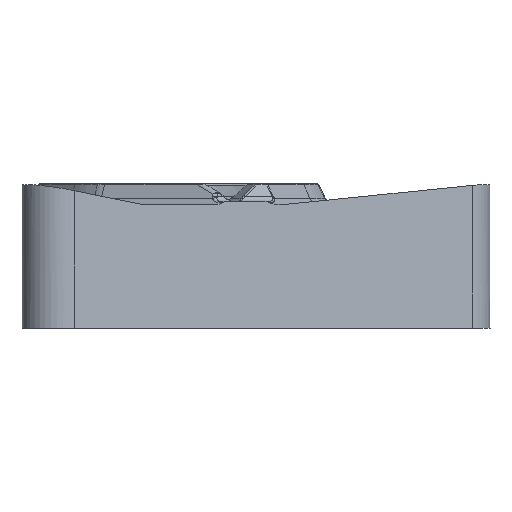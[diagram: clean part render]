
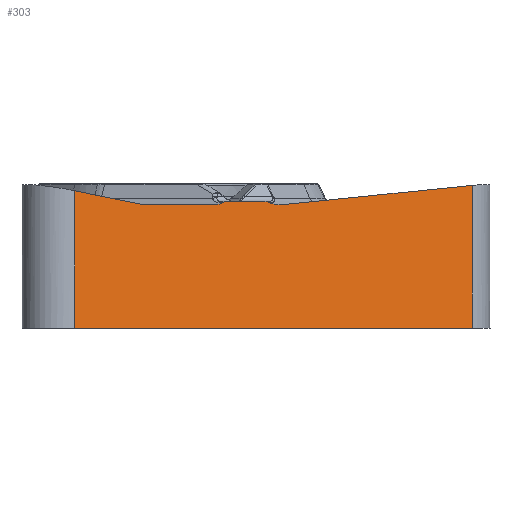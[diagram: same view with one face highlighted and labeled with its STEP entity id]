
A CAD part, front view. The second image highlights one B-rep face of the part: STEP entity #303.
In plain terms, the highlighted planar face has unit normal (0.5, -0.866, 0).
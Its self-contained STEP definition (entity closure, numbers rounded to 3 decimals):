
#303=ADVANCED_FACE('',(#526),#432,.F.);
#432=PLANE('',#3240);
#526=FACE_OUTER_BOUND('',#725,.T.);
#725=EDGE_LOOP('',(#1415,#1416,#1417,#1418,#1419,#1420,#1421,#1422,#1423,
#1424,#1425,#1426,#1427,#1428));
#898=CIRCLE('',#3239,0.32);
#992=ELLIPSE('',#3235,0.64,0.32);
#993=ELLIPSE('',#3236,0.3,0.15);
#994=ELLIPSE('',#3237,0.177,0.15);
#995=ELLIPSE('',#3238,0.377,0.32);
#1415=ORIENTED_EDGE('',*,*,#2424,.T.);
#1416=ORIENTED_EDGE('',*,*,#2425,.T.);
#1417=ORIENTED_EDGE('',*,*,#2426,.T.);
#1418=ORIENTED_EDGE('',*,*,#2427,.F.);
#1419=ORIENTED_EDGE('',*,*,#2428,.T.);
#1420=ORIENTED_EDGE('',*,*,#2429,.T.);
#1421=ORIENTED_EDGE('',*,*,#2430,.F.);
#1422=ORIENTED_EDGE('',*,*,#2431,.F.);
#1423=ORIENTED_EDGE('',*,*,#2267,.F.);
#1424=ORIENTED_EDGE('',*,*,#2432,.F.);
#1425=ORIENTED_EDGE('',*,*,#2433,.T.);
#1426=ORIENTED_EDGE('',*,*,#2434,.T.);
#1427=ORIENTED_EDGE('',*,*,#2435,.T.);
#1428=ORIENTED_EDGE('',*,*,#2436,.F.);
#1990=VERTEX_POINT('',#4594);
#1991=VERTEX_POINT('',#4596);
#2083=VERTEX_POINT('',#5674);
#2084=VERTEX_POINT('',#5675);
#2085=VERTEX_POINT('',#5677);
#2086=VERTEX_POINT('',#5679);
#2087=VERTEX_POINT('',#5681);
#2088=VERTEX_POINT('',#5683);
#2089=VERTEX_POINT('',#5685);
#2090=VERTEX_POINT('',#5693);
#2091=VERTEX_POINT('',#5696);
#2092=VERTEX_POINT('',#5698);
#2093=VERTEX_POINT('',#5700);
#2094=VERTEX_POINT('',#5702);
#2267=EDGE_CURVE('',#1990,#1991,#2686,.T.);
#2424=EDGE_CURVE('',#2083,#2084,#2731,.T.);
#2425=EDGE_CURVE('',#2084,#2085,#2732,.T.);
#2426=EDGE_CURVE('',#2085,#2086,#2733,.T.);
#2427=EDGE_CURVE('',#2087,#2086,#2734,.T.);
#2428=EDGE_CURVE('',#2087,#2088,#992,.T.);
#2429=EDGE_CURVE('',#2088,#2089,#2735,.T.);
#2430=EDGE_CURVE('',#2090,#2089,#3016,.T.);
#2431=EDGE_CURVE('',#1991,#2090,#993,.T.);
#2432=EDGE_CURVE('',#2091,#1990,#994,.T.);
#2433=EDGE_CURVE('',#2091,#2092,#995,.T.);
#2434=EDGE_CURVE('',#2092,#2093,#2736,.T.);
#2435=EDGE_CURVE('',#2093,#2094,#898,.T.);
#2436=EDGE_CURVE('',#2083,#2094,#2737,.T.);
#2686=LINE('',#4595,#2837);
#2731=LINE('',#5673,#2883);
#2732=LINE('',#5676,#2884);
#2733=LINE('',#5678,#2885);
#2734=LINE('',#5680,#2886);
#2735=LINE('',#5684,#2887);
#2736=LINE('',#5699,#2888);
#2737=LINE('',#5703,#2889);
#2837=VECTOR('',#3528,1.);
#2883=VECTOR('',#3760,1.);
#2884=VECTOR('',#3761,1.);
#2885=VECTOR('',#3762,1.);
#2886=VECTOR('',#3763,1.);
#2887=VECTOR('',#3766,1.);
#2888=VECTOR('',#3773,1.);
#2889=VECTOR('',#3776,1.);
#3016=B_SPLINE_CURVE_WITH_KNOTS('',3,(#5686,#5687,#5688,#5689,#5690,#5691,
#5692),.UNSPECIFIED.,.F.,.F.,(4,3,4),(0.,0.503,1.),
 .UNSPECIFIED.);
#3235=AXIS2_PLACEMENT_3D('',#5682,#3764,#3765);
#3236=AXIS2_PLACEMENT_3D('',#5694,#3767,#3768);
#3237=AXIS2_PLACEMENT_3D('',#5695,#3769,#3770);
#3238=AXIS2_PLACEMENT_3D('',#5697,#3771,#3772);
#3239=AXIS2_PLACEMENT_3D('',#5701,#3774,#3775);
#3240=AXIS2_PLACEMENT_3D('',#5704,#3777,#3778);
#3528=DIRECTION('',(0.866,0.5,0.));
#3760=DIRECTION('',(0.,0.,-1.));
#3761=DIRECTION('',(0.866,0.5,0.));
#3762=DIRECTION('',(0.,0.,1.));
#3763=DIRECTION('',(0.863,0.498,0.088));
#3764=DIRECTION('',(-0.5,0.866,0.));
#3765=DIRECTION('',(0.866,0.5,0.));
#3766=DIRECTION('',(-0.866,-0.5,0.));
#3767=DIRECTION('',(-0.5,0.866,0.));
#3768=DIRECTION('',(-0.866,-0.5,0.));
#3769=DIRECTION('',(-0.5,0.866,0.));
#3770=DIRECTION('',(0.866,0.5,0.));
#3771=DIRECTION('',(-0.5,0.866,0.));
#3772=DIRECTION('',(0.866,0.5,0.));
#3773=DIRECTION('',(-0.866,-0.5,0.));
#3774=DIRECTION('',(-0.5,0.866,0.));
#3775=DIRECTION('',(0.,0.,-1.));
#3776=DIRECTION('',(0.853,0.492,-0.174));
#3777=DIRECTION('',(-0.5,0.866,0.));
#3778=DIRECTION('',(0.,0.,-1.));
#4594=CARTESIAN_POINT('',(1.04,-4.899,-0.37));
#4595=CARTESIAN_POINT('',(5.129,-2.538,-0.37));
#4596=CARTESIAN_POINT('',(2.07,-4.304,-0.37));
#5673=CARTESIAN_POINT('',(-3.263,-7.383,0.));
#5674=CARTESIAN_POINT('',(-3.263,-7.383,-0.068));
#5675=CARTESIAN_POINT('',(-3.263,-7.383,-3.97));
#5676=CARTESIAN_POINT('',(-0.367,-5.711,-3.97));
#5677=CARTESIAN_POINT('',(8.025,-0.866,-3.97));
#5678=CARTESIAN_POINT('',(8.025,-0.866,0.));
#5679=CARTESIAN_POINT('',(8.025,-0.866,0.085));
#5680=CARTESIAN_POINT('',(-0.308,-5.677,-0.763));
#5681=CARTESIAN_POINT('',(2.718,-3.93,-0.455));
#5682=CARTESIAN_POINT('',(2.622,-3.986,-0.14));
#5683=CARTESIAN_POINT('',(2.622,-3.986,-0.46));
#5684=CARTESIAN_POINT('',(-0.367,-5.711,-0.46));
#5685=CARTESIAN_POINT('',(2.541,-4.032,-0.46));
#5686=CARTESIAN_POINT('',(2.225,-4.215,-0.4));
#5687=CARTESIAN_POINT('',(2.275,-4.186,-0.421));
#5688=CARTESIAN_POINT('',(2.328,-4.155,-0.436));
#5689=CARTESIAN_POINT('',(2.381,-4.124,-0.446));
#5690=CARTESIAN_POINT('',(2.434,-4.094,-0.455));
#5691=CARTESIAN_POINT('',(2.487,-4.063,-0.46));
#5692=CARTESIAN_POINT('',(2.541,-4.032,-0.46));
#5693=CARTESIAN_POINT('',(2.225,-4.215,-0.4));
#5694=CARTESIAN_POINT('',(2.07,-4.304,-0.52));
#5695=CARTESIAN_POINT('',(1.04,-4.899,-0.52));
#5696=CARTESIAN_POINT('',(0.95,-4.951,-0.399));
#5697=CARTESIAN_POINT('',(0.757,-5.062,-0.14));
#5698=CARTESIAN_POINT('',(0.757,-5.062,-0.46));
#5699=CARTESIAN_POINT('',(5.129,-2.538,-0.46));
#5700=CARTESIAN_POINT('',(-1.311,-6.256,-0.46));
#5701=CARTESIAN_POINT('',(-1.311,-6.256,-0.14));
#5702=CARTESIAN_POINT('',(-1.359,-6.284,-0.455));
#5703=CARTESIAN_POINT('',(4.866,-2.69,-1.723));
#5704=CARTESIAN_POINT('',(-0.367,-5.711,0.));
